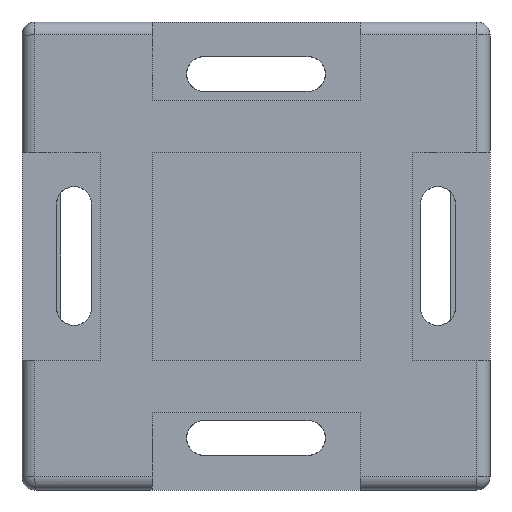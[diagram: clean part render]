
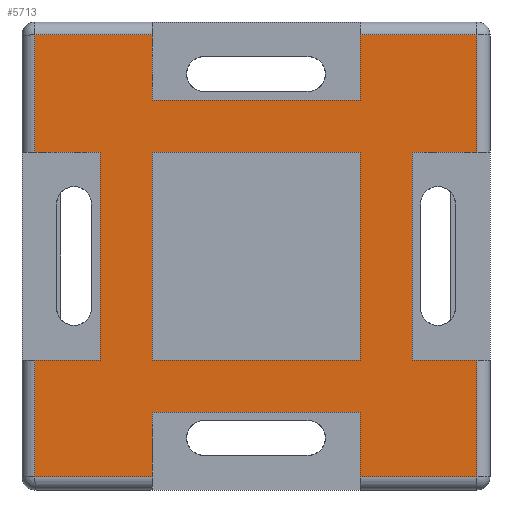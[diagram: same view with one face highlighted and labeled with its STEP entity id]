
A CAD part, front view. The second image highlights one B-rep face of the part: STEP entity #5713.
In plain terms, the highlighted planar face has unit normal (0, -1, 0).
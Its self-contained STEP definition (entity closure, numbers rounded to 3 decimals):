
#75=FACE_BOUND('',#1096,.T.);
#752=FACE_OUTER_BOUND('',#1095,.T.);
#1095=EDGE_LOOP('',(#5184,#5185,#5186,#5187,#5188,#5189,#5190,#5191,#5192,
#5193,#5194,#5195,#5196,#5197,#5198,#5199,#5200,#5201,#5202,#5203));
#1096=EDGE_LOOP('',(#5204,#5205,#5206,#5207));
#1332=LINE('',#8594,#1900);
#1333=LINE('',#8598,#1901);
#1339=LINE('',#8611,#1907);
#1346=LINE('',#8641,#1914);
#1347=LINE('',#8645,#1915);
#1350=LINE('',#8651,#1918);
#1360=LINE('',#8688,#1928);
#1361=LINE('',#8692,#1929);
#1367=LINE('',#8705,#1935);
#1374=LINE('',#8735,#1942);
#1375=LINE('',#8739,#1943);
#1381=LINE('',#8752,#1949);
#1419=LINE('',#8849,#1987);
#1423=LINE('',#8857,#1991);
#1426=LINE('',#8863,#1994);
#1429=LINE('',#8868,#1997);
#1448=LINE('',#8942,#2016);
#1488=LINE('',#9114,#2056);
#1526=LINE('',#9283,#2094);
#1546=LINE('',#9358,#2114);
#1658=LINE('',#9655,#2226);
#1660=LINE('',#9659,#2228);
#1663=LINE('',#9666,#2231);
#1667=LINE('',#9677,#2235);
#1900=VECTOR('',#6782,10.);
#1901=VECTOR('',#6787,10.);
#1907=VECTOR('',#6797,10.);
#1914=VECTOR('',#6828,10.);
#1915=VECTOR('',#6833,10.);
#1918=VECTOR('',#6838,10.);
#1928=VECTOR('',#6874,10.);
#1929=VECTOR('',#6879,10.);
#1935=VECTOR('',#6889,10.);
#1942=VECTOR('',#6920,10.);
#1943=VECTOR('',#6925,10.);
#1949=VECTOR('',#6935,10.);
#1987=VECTOR('',#7039,10.);
#1991=VECTOR('',#7045,10.);
#1994=VECTOR('',#7050,10.);
#1997=VECTOR('',#7055,10.);
#2016=VECTOR('',#7138,10.);
#2056=VECTOR('',#7344,10.);
#2094=VECTOR('',#7548,10.);
#2114=VECTOR('',#7630,10.);
#2226=VECTOR('',#7976,10.);
#2228=VECTOR('',#7982,10.);
#2231=VECTOR('',#7993,10.);
#2235=VECTOR('',#8011,10.);
#2453=VERTEX_POINT('',#8585);
#2454=VERTEX_POINT('',#8592);
#2455=VERTEX_POINT('',#8596);
#2460=VERTEX_POINT('',#8610);
#2470=VERTEX_POINT('',#8632);
#2471=VERTEX_POINT('',#8639);
#2472=VERTEX_POINT('',#8643);
#2474=VERTEX_POINT('',#8649);
#2487=VERTEX_POINT('',#8679);
#2488=VERTEX_POINT('',#8686);
#2489=VERTEX_POINT('',#8690);
#2494=VERTEX_POINT('',#8704);
#2504=VERTEX_POINT('',#8726);
#2505=VERTEX_POINT('',#8733);
#2506=VERTEX_POINT('',#8737);
#2511=VERTEX_POINT('',#8751);
#2536=VERTEX_POINT('',#8847);
#2537=VERTEX_POINT('',#8848);
#2540=VERTEX_POINT('',#8856);
#2542=VERTEX_POINT('',#8862);
#2566=VERTEX_POINT('',#8940);
#2615=VERTEX_POINT('',#9112);
#2663=VERTEX_POINT('',#9282);
#2687=VERTEX_POINT('',#9356);
#3044=EDGE_CURVE('',#2454,#2453,#1332,.T.);
#3046=EDGE_CURVE('',#2453,#2455,#1333,.T.);
#3052=EDGE_CURVE('',#2460,#2455,#1339,.T.);
#3068=EDGE_CURVE('',#2471,#2470,#1346,.T.);
#3070=EDGE_CURVE('',#2470,#2472,#1347,.T.);
#3073=EDGE_CURVE('',#2471,#2474,#1350,.T.);
#3092=EDGE_CURVE('',#2488,#2487,#1360,.T.);
#3094=EDGE_CURVE('',#2487,#2489,#1361,.T.);
#3100=EDGE_CURVE('',#2494,#2489,#1367,.T.);
#3116=EDGE_CURVE('',#2505,#2504,#1374,.T.);
#3118=EDGE_CURVE('',#2504,#2506,#1375,.T.);
#3124=EDGE_CURVE('',#2511,#2506,#1381,.T.);
#3169=EDGE_CURVE('',#2536,#2537,#1419,.T.);
#3173=EDGE_CURVE('',#2540,#2536,#1423,.T.);
#3176=EDGE_CURVE('',#2542,#2540,#1426,.T.);
#3179=EDGE_CURVE('',#2537,#2542,#1429,.T.);
#3216=EDGE_CURVE('',#2488,#2566,#1448,.T.);
#3302=EDGE_CURVE('',#2505,#2615,#1488,.T.);
#3386=EDGE_CURVE('',#2663,#2472,#1526,.T.);
#3424=EDGE_CURVE('',#2454,#2687,#1546,.T.);
#3568=EDGE_CURVE('',#2687,#2663,#1658,.T.);
#3570=EDGE_CURVE('',#2615,#2494,#1660,.T.);
#3573=EDGE_CURVE('',#2474,#2511,#1663,.T.);
#3577=EDGE_CURVE('',#2566,#2460,#1667,.T.);
#5184=ORIENTED_EDGE('',*,*,#3044,.F.);
#5185=ORIENTED_EDGE('',*,*,#3424,.T.);
#5186=ORIENTED_EDGE('',*,*,#3568,.T.);
#5187=ORIENTED_EDGE('',*,*,#3386,.T.);
#5188=ORIENTED_EDGE('',*,*,#3070,.F.);
#5189=ORIENTED_EDGE('',*,*,#3068,.F.);
#5190=ORIENTED_EDGE('',*,*,#3073,.T.);
#5191=ORIENTED_EDGE('',*,*,#3573,.T.);
#5192=ORIENTED_EDGE('',*,*,#3124,.T.);
#5193=ORIENTED_EDGE('',*,*,#3118,.F.);
#5194=ORIENTED_EDGE('',*,*,#3116,.F.);
#5195=ORIENTED_EDGE('',*,*,#3302,.T.);
#5196=ORIENTED_EDGE('',*,*,#3570,.T.);
#5197=ORIENTED_EDGE('',*,*,#3100,.T.);
#5198=ORIENTED_EDGE('',*,*,#3094,.F.);
#5199=ORIENTED_EDGE('',*,*,#3092,.F.);
#5200=ORIENTED_EDGE('',*,*,#3216,.T.);
#5201=ORIENTED_EDGE('',*,*,#3577,.T.);
#5202=ORIENTED_EDGE('',*,*,#3052,.T.);
#5203=ORIENTED_EDGE('',*,*,#3046,.F.);
#5204=ORIENTED_EDGE('',*,*,#3169,.T.);
#5205=ORIENTED_EDGE('',*,*,#3179,.T.);
#5206=ORIENTED_EDGE('',*,*,#3176,.T.);
#5207=ORIENTED_EDGE('',*,*,#3173,.T.);
#5394=PLANE('',#6300);
#5713=ADVANCED_FACE('',(#752,#75),#5394,.T.);
#6300=AXIS2_PLACEMENT_3D('',#9678,#8012,#8013);
#6782=DIRECTION('',(1.,0.,0.));
#6787=DIRECTION('',(0.,0.,-1.));
#6797=DIRECTION('',(1.,0.,0.));
#6828=DIRECTION('',(0.,0.,1.));
#6833=DIRECTION('',(1.,0.,0.));
#6838=DIRECTION('',(1.,0.,0.));
#6874=DIRECTION('',(0.,0.,-1.));
#6879=DIRECTION('',(-1.,0.,0.));
#6889=DIRECTION('',(0.,0.,-1.));
#6920=DIRECTION('',(-1.,0.,0.));
#6925=DIRECTION('',(0.,0.,1.));
#6935=DIRECTION('',(-1.,0.,0.));
#7039=DIRECTION('',(0.,0.,-1.));
#7045=DIRECTION('',(1.,0.,0.));
#7050=DIRECTION('',(0.,0.,1.));
#7055=DIRECTION('',(-1.,0.,0.));
#7138=DIRECTION('',(-1.,0.,0.));
#7344=DIRECTION('',(0.,0.,1.));
#7548=DIRECTION('',(0.,0.,1.));
#7630=DIRECTION('',(0.,0.,-1.));
#7976=DIRECTION('',(-1.,0.,0.));
#7982=DIRECTION('',(1.,0.,0.));
#7993=DIRECTION('',(0.,0.,-1.));
#8011=DIRECTION('',(0.,0.,1.));
#8012=DIRECTION('center_axis',(0.,-1.,0.));
#8013=DIRECTION('ref_axis',(0.,0.,-1.));
#8585=CARTESIAN_POINT('',(26.038,-54.,24.987));
#8592=CARTESIAN_POINT('',(12.538,-54.,24.987));
#8594=CARTESIAN_POINT('',(14.038,-54.,24.987));
#8596=CARTESIAN_POINT('',(26.038,-54.,11.487));
#8598=CARTESIAN_POINT('',(26.038,-54.,-14.013));
#8610=CARTESIAN_POINT('',(18.538,-54.,11.487));
#8611=CARTESIAN_POINT('',(14.038,-54.,11.487));
#8632=CARTESIAN_POINT('',(-24.962,-54.,24.987));
#8639=CARTESIAN_POINT('',(-24.962,-54.,11.487));
#8641=CARTESIAN_POINT('',(-24.962,-54.,12.987));
#8643=CARTESIAN_POINT('',(-11.462,-54.,24.987));
#8645=CARTESIAN_POINT('',(14.038,-54.,24.987));
#8649=CARTESIAN_POINT('',(-17.462,-54.,11.487));
#8651=CARTESIAN_POINT('',(-12.962,-54.,11.487));
#8679=CARTESIAN_POINT('',(26.038,-54.,-26.013));
#8686=CARTESIAN_POINT('',(26.038,-54.,-12.513));
#8688=CARTESIAN_POINT('',(26.038,-54.,-14.013));
#8690=CARTESIAN_POINT('',(12.538,-54.,-26.013));
#8692=CARTESIAN_POINT('',(-12.962,-54.,-26.013));
#8704=CARTESIAN_POINT('',(12.538,-54.,-18.513));
#8705=CARTESIAN_POINT('',(12.538,-54.,-9.513));
#8726=CARTESIAN_POINT('',(-24.962,-54.,-26.013));
#8733=CARTESIAN_POINT('',(-11.462,-54.,-26.013));
#8735=CARTESIAN_POINT('',(-12.962,-54.,-26.013));
#8737=CARTESIAN_POINT('',(-24.962,-54.,-12.513));
#8739=CARTESIAN_POINT('',(-24.962,-54.,12.987));
#8751=CARTESIAN_POINT('',(-17.462,-54.,-12.513));
#8752=CARTESIAN_POINT('',(-12.962,-54.,-12.513));
#8847=CARTESIAN_POINT('',(12.538,-54.,11.487));
#8848=CARTESIAN_POINT('',(12.538,-54.,-12.513));
#8849=CARTESIAN_POINT('',(12.538,-54.,5.487));
#8856=CARTESIAN_POINT('',(-11.462,-54.,11.487));
#8857=CARTESIAN_POINT('',(-5.462,-54.,11.487));
#8862=CARTESIAN_POINT('',(-11.462,-54.,-12.513));
#8863=CARTESIAN_POINT('',(-11.462,-54.,-6.513));
#8868=CARTESIAN_POINT('',(6.538,-54.,-12.513));
#8940=CARTESIAN_POINT('',(18.538,-54.,-12.513));
#8942=CARTESIAN_POINT('',(14.038,-54.,-12.513));
#9112=CARTESIAN_POINT('',(-11.462,-54.,-18.513));
#9114=CARTESIAN_POINT('',(-11.462,-54.,-14.013));
#9282=CARTESIAN_POINT('',(-11.462,-54.,17.487));
#9283=CARTESIAN_POINT('',(-11.462,-54.,8.487));
#9356=CARTESIAN_POINT('',(12.538,-54.,17.487));
#9358=CARTESIAN_POINT('',(12.538,-54.,12.987));
#9655=CARTESIAN_POINT('',(6.538,-54.,17.487));
#9659=CARTESIAN_POINT('',(-5.462,-54.,-18.513));
#9666=CARTESIAN_POINT('',(-17.462,-54.,-0.513));
#9677=CARTESIAN_POINT('',(18.538,-54.,-0.513));
#9678=CARTESIAN_POINT('Origin',(0.538,-54.,-0.513));
